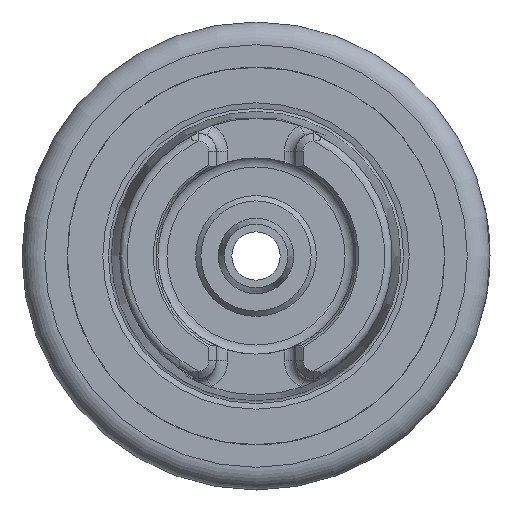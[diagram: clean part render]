
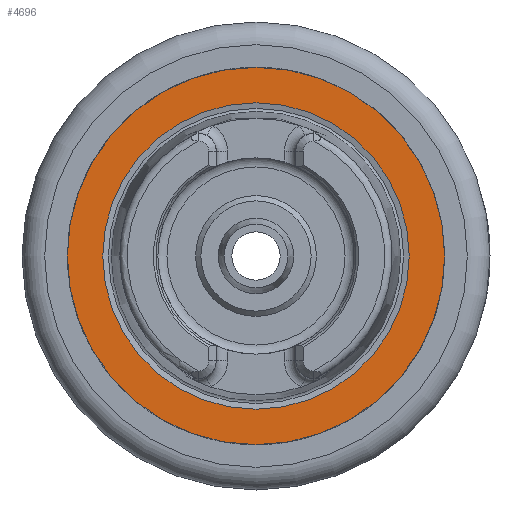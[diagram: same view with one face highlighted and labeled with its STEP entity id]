
A CAD part, left-side view. The second image highlights one B-rep face of the part: STEP entity #4696.
In plain terms, the highlighted planar face has unit normal (-1, 0, 0).
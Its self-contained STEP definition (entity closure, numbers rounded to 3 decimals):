
#4662=CARTESIAN_POINT('',(0.0,20.296,0.0));
#4663=VERTEX_POINT('',#4662);
#4664=CARTESIAN_POINT('',(0.0,0.0,0.0));
#4665=DIRECTION('',(1.0,0.0,0.0));
#4666=DIRECTION('',(0.0,1.0,0.0));
#4667=AXIS2_PLACEMENT_3D('',#4664,#4665,#4666);
#4668=CIRCLE('',#4667,20.296);
#4669=EDGE_CURVE('',#4663,#4663,#4668,.T.);
#4677=CARTESIAN_POINT('',(0.0,22.648,0.0));
#4678=DIRECTION('',(-1.0,0.0,0.0));
#4679=DIRECTION('',(0.0,0.0,1.0));
#4680=AXIS2_PLACEMENT_3D('',#4677,#4678,#4679);
#4681=PLANE('',#4680);
#4682=CARTESIAN_POINT('',(0.0,25.,0.0));
#4683=VERTEX_POINT('',#4682);
#4684=CARTESIAN_POINT('',(0.0,0.0,0.0));
#4685=DIRECTION('',(1.0,0.0,0.0));
#4686=DIRECTION('',(0.0,1.0,0.0));
#4687=AXIS2_PLACEMENT_3D('',#4684,#4685,#4686);
#4688=CIRCLE('',#4687,25.);
#4689=EDGE_CURVE('',#4683,#4683,#4688,.T.);
#4690=ORIENTED_EDGE('',*,*,#4689,.F.);
#4691=EDGE_LOOP('',(#4690));
#4692=FACE_OUTER_BOUND('',#4691,.T.);
#4693=ORIENTED_EDGE('',*,*,#4669,.T.);
#4694=EDGE_LOOP('',(#4693));
#4695=FACE_BOUND('',#4694,.T.);
#4696=ADVANCED_FACE('',(#4692,#4695),#4681,.T.);
